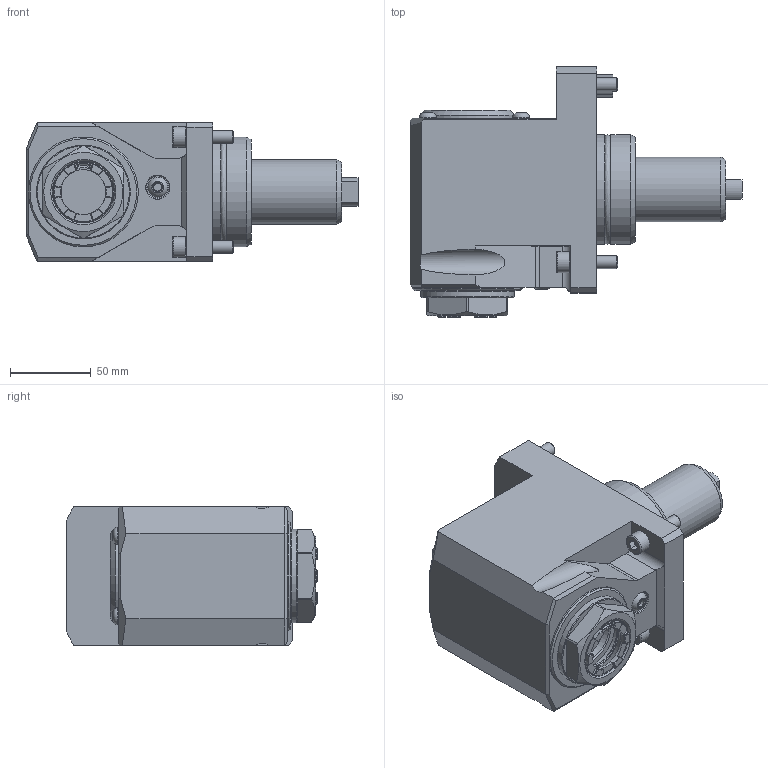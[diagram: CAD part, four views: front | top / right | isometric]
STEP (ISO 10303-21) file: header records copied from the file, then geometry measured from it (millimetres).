
FILE_DESCRIPTION(/* description */ ('8 030 66 093.04'),/* implementation_level */ '2;1');
FILE_NAME(/* name */ '8 030 66 093.04',/* time_stamp */ '2022-02-14T12:10:56+01:00',/* author */ ('heimatec GmbH'),/* organization */ (''),/* preprocessor_version */ 'ST-DEVELOPER v16.7',/* originating_system */ 'Solid Edge',/* authorisation */ 'Unknown');
FILE_SCHEMA (('AUTOMOTIVE_DESIGN {1 0 10303 214 3 1 1}'));
Length unit declared in the file: millimetre
Products named in the file (1): Part7
Bounding box: 205.5 x 155.1 x 86 mm (x, y, z)
Volume: 1251554.7 mm3; surface area: 97011.4 mm2
Topology: 1 solids, 2 shells, 494 faces, 1202 edges, 762 vertices
Faces by surface type: plane 303, cylinder 123, cone 46, torus 18, sphere 2, bspline 2
Full cylindrical faces by diameter (mm): 0.425 x1, 0.51 x1, 1.6 x1, 4.917 x1, 8 x6, 10.5 x4, 13 x2, 13.7 x1, 14 x1, 27.9 x1, 36.5 x1, 38.376 x2, 40 x1, 40.2 x1, 50 x1, 50.2 x1, 58 x2, 59 x1, 65.6 x2, 68 x3
Entity records: 14028 total; most frequent: CARTESIAN_POINT 3047, DIRECTION 2254, ORIENTED_EDGE 2138, EDGE_CURVE 1069, AXIS2_PLACEMENT_3D 830, VERTEX_POINT 719, FACE_BOUND 642, EDGE_LOOP 638
